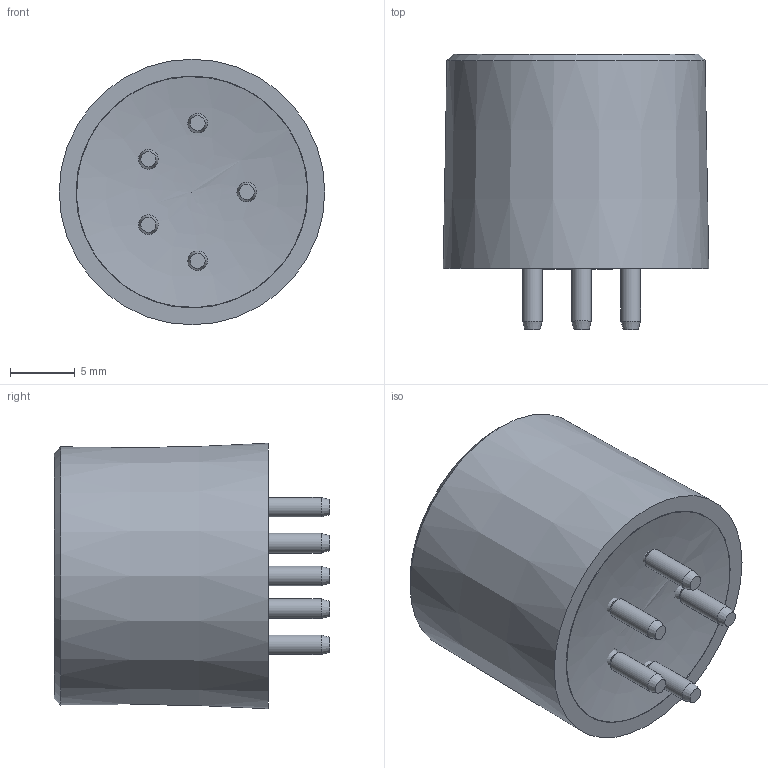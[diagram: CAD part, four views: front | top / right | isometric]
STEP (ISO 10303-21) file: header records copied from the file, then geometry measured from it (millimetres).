
FILE_DESCRIPTION (( 'STEP AP214' ), '1' );
FILE_NAME ('MPS S4 SENSOR SOLID MODEL.SLDPRT.STEP', '2022-07-07T21:05:13', ( '' ), ( '' ), 'SwSTEP 2.0', 'SolidWorks 2018', '' );
FILE_SCHEMA (( 'AUTOMOTIVE_DESIGN' ));
Length unit declared in the file: inch
Products named in the file (2): MPS S4 SENSOR SOLID MODEL.SLDPRT
Bounding box: 20.58 x 21.34 x 20.58 mm (x, y, z)
Volume: 2811.7 mm3; surface area: 3964.9 mm2
Topology: 8 solids, 8 shells, 118 faces, 254 edges, 169 vertices
Faces by surface type: plane 54, cylinder 45, cone 18, bspline 1
Full cylindrical faces by diameter (mm): 1.2 x8, 1.524 x10, 1.575 x5, 2.388 x5, 17 x1, 17.9 x1
Entity records: 4448 total; most frequent: CARTESIAN_POINT 531, DIRECTION 488, ORIENTED_EDGE 354, AXIS2_PLACEMENT_3D 212, EDGE_LOOP 195, EDGE_CURVE 177, FACE_OUTER_BOUND 148, VERTEX_POINT 142
